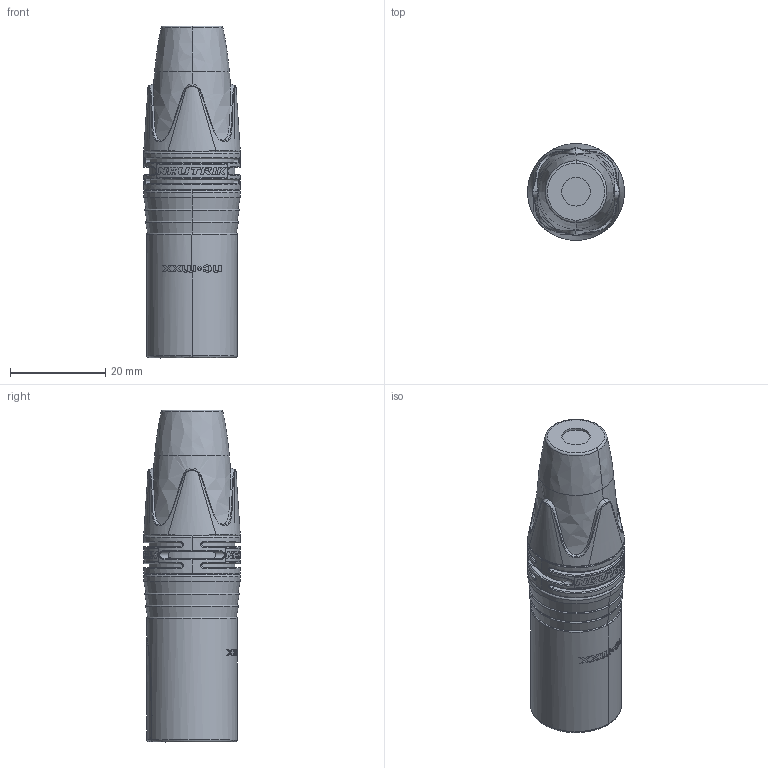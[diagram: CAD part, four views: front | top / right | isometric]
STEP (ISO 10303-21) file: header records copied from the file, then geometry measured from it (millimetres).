
FILE_DESCRIPTION((''),'2;1');
FILE_NAME('30012499','2025-04-24T14:16:41',('SYSTEM'),(''),'CREO PARAMETRIC BY PTC INC, 2023424','CREO PARAMETRIC BY PTC INC, 2023424','');
FILE_SCHEMA(('CONFIG_CONTROL_DESIGN'));
Length unit declared in the file: millimetre
Products named in the file (1): 30012499
Bounding box: 20.33 x 20.33 x 69.64 mm (x, y, z)
Volume: 15522.1 mm3; surface area: 5990.8 mm2
Topology: 1 solids, 1 shells, 993 faces, 2658 edges, 1716 vertices
Faces by surface type: plane 618, extrusion 119, bspline 91, cylinder 84, torus 31, cone 30, sphere 20
Entity records: 39219 total; most frequent: CARTESIAN_POINT 15516, ORIENTED_EDGE 5276, DIRECTION 4212, EDGE_CURVE 2638, VECTOR 1802, VERTEX_POINT 1716, LINE 1683, AXIS2_PLACEMENT_3D 1205
